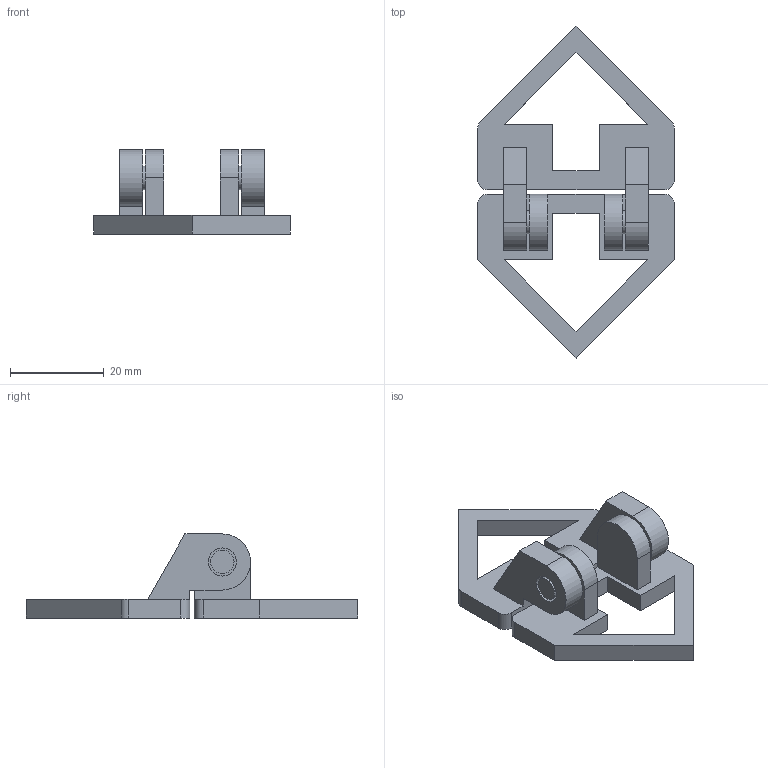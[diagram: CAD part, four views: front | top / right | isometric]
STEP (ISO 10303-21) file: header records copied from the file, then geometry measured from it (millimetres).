
FILE_DESCRIPTION(/* description */ (''),/* implementation_level */ '2;1');
FILE_NAME(/* name */ '04-3.stp',/* time_stamp */ '2021-09-12T10:11:17+09:00',/* author */ ('서울공업고등학교'),/* organization */ (''),/* preprocessor_version */ 'ST-DEVELOPER v18.1',/* originating_system */ 'Autodesk Inventor 2022',/* authorisation */ '');
FILE_SCHEMA (('AUTOMOTIVE_DESIGN { 1 0 10303 214 3 1 1 }'));
Length unit declared in the file: millimetre
Products named in the file (3): 04-3; 01-1; 02-2
Assembly tree (2 placements, depth 2):
  04-3
    01-1
    02-2
Bounding box: 42 x 71 x 18 mm (x, y, z)
Volume: 8779 mm3; surface area: 6985 mm2
Topology: 2 solids, 2 shells, 336 faces, 936 edges, 624 vertices
Faces by surface type: bspline 204, plane 118, cylinder 14
Full cylindrical faces by diameter (mm): 5 x2, 6 x2
Entity records: 11097 total; most frequent: CARTESIAN_POINT 3737, ORIENTED_EDGE 1872, EDGE_CURVE 936, DIRECTION 830, VERTEX_POINT 624, LINE 500, VECTOR 500, B_SPLINE_CURVE_WITH_KNOTS 408
